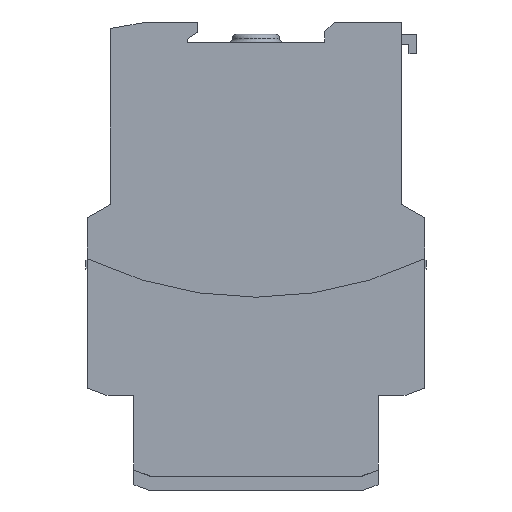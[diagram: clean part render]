
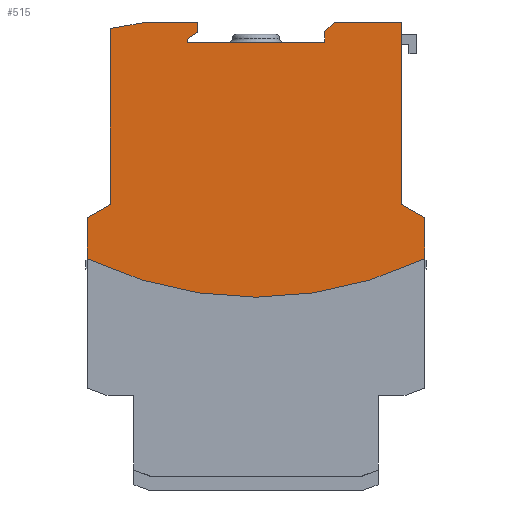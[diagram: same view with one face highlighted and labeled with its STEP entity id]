
A CAD part, front view. The second image highlights one B-rep face of the part: STEP entity #515.
In plain terms, the highlighted planar face has unit normal (0, -1, 0).
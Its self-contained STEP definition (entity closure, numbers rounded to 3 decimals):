
#515=ADVANCED_FACE('',(#1475),#1476,.F.);
#821=EDGE_CURVE('',#1929,#1944,#1947,.T.);
#823=EDGE_CURVE('',#1949,#1944,#1950,.T.);
#825=EDGE_CURVE('',#1952,#1949,#1953,.T.);
#827=EDGE_CURVE('',#1955,#1952,#1956,.T.);
#829=EDGE_CURVE('',#1958,#1955,#1959,.T.);
#831=EDGE_CURVE('',#1961,#1958,#1962,.T.);
#833=EDGE_CURVE('',#1964,#1961,#1965,.T.);
#835=EDGE_CURVE('',#1967,#1964,#1968,.T.);
#837=EDGE_CURVE('',#1970,#1967,#1971,.T.);
#839=EDGE_CURVE('',#1973,#1970,#1974,.T.);
#841=EDGE_CURVE('',#1976,#1973,#1977,.T.);
#843=EDGE_CURVE('',#1979,#1976,#1980,.T.);
#845=EDGE_CURVE('',#1982,#1979,#1983,.T.);
#847=EDGE_CURVE('',#1985,#1982,#1986,.T.);
#849=EDGE_CURVE('',#1988,#1985,#1989,.T.);
#851=EDGE_CURVE('',#1991,#1988,#1992,.T.);
#853=EDGE_CURVE('',#1994,#1991,#1995,.T.);
#855=EDGE_CURVE('',#1929,#1994,#1997,.T.);
#1475=FACE_OUTER_BOUND('',#2784,.T.);
#1476=PLANE('',#2785);
#1929=VERTEX_POINT('',#3284);
#1944=VERTEX_POINT('',#3309);
#1947=LINE('',#3314,#3315);
#1949=VERTEX_POINT('',#3318);
#1950=LINE('',#3319,#3320);
#1952=VERTEX_POINT('',#3323);
#1953=LINE('',#3324,#3325);
#1955=VERTEX_POINT('',#3328);
#1956=LINE('',#3329,#3330);
#1958=VERTEX_POINT('',#3333);
#1959=LINE('',#3334,#3335);
#1961=VERTEX_POINT('',#3338);
#1962=LINE('',#3339,#3340);
#1964=VERTEX_POINT('',#3343);
#1965=LINE('',#3344,#3345);
#1967=VERTEX_POINT('',#3348);
#1968=LINE('',#3349,#3350);
#1970=VERTEX_POINT('',#3353);
#1971=LINE('',#3354,#3355);
#1973=VERTEX_POINT('',#3358);
#1974=LINE('',#3359,#3360);
#1976=VERTEX_POINT('',#3363);
#1977=LINE('',#3364,#3365);
#1979=VERTEX_POINT('',#3368);
#1980=LINE('',#3369,#3370);
#1982=VERTEX_POINT('',#3373);
#1983=LINE('',#3374,#3375);
#1985=VERTEX_POINT('',#3378);
#1986=LINE('',#3379,#3380);
#1988=VERTEX_POINT('',#3383);
#1989=LINE('',#3384,#3385);
#1991=VERTEX_POINT('',#3388);
#1992=LINE('',#3389,#3390);
#1994=VERTEX_POINT('',#3393);
#1995=LINE('',#3394,#3395);
#1997=CIRCLE('',#3398,100.0);
#2784=EDGE_LOOP('',(#4784,#4785,#4786,#4787,#4788,#4789,#4790,#4791,#4792,#4793,#4794,#4795,#4796,#4797,#4798,#4799,#4800,#4801));
#2785=AXIS2_PLACEMENT_3D('',#4802,#4803,#4804);
#3284=CARTESIAN_POINT('',(43.2,-11.2,56.));
#3309=CARTESIAN_POINT('',(43.45,-11.2,56.));
#3314=CARTESIAN_POINT('',(43.2,-11.2,56.));
#3315=VECTOR('',#5939,0.25);
#3318=CARTESIAN_POINT('',(43.45,-11.2,66.665));
#3319=CARTESIAN_POINT('',(43.45,-11.2,66.665));
#3320=VECTOR('',#5940,10.665);
#3323=CARTESIAN_POINT('',(37.5,-11.2,70.1));
#3324=CARTESIAN_POINT('',(37.5,-11.2,70.1));
#3325=VECTOR('',#5941,6.87);
#3328=CARTESIAN_POINT('',(37.5,-11.2,117.1));
#3329=CARTESIAN_POINT('',(37.5,-11.2,117.1));
#3330=VECTOR('',#5942,47.0);
#3333=CARTESIAN_POINT('',(20.2,-11.2,117.1));
#3334=CARTESIAN_POINT('',(20.2,-11.2,117.1));
#3335=VECTOR('',#5943,17.3);
#3338=CARTESIAN_POINT('',(17.7,-11.2,114.6));
#3339=CARTESIAN_POINT('',(17.7,-11.2,114.6));
#3340=VECTOR('',#5944,3.535);
#3343=CARTESIAN_POINT('',(17.7,-11.2,111.9));
#3344=CARTESIAN_POINT('',(17.7,-11.2,111.9));
#3345=VECTOR('',#5945,2.7);
#3348=CARTESIAN_POINT('',(-17.7,-11.2,111.9));
#3349=CARTESIAN_POINT('',(-17.7,-11.2,111.9));
#3350=VECTOR('',#5946,35.4);
#3353=CARTESIAN_POINT('',(-17.7,-11.2,112.7));
#3354=CARTESIAN_POINT('',(-17.7,-11.2,112.7));
#3355=VECTOR('',#5947,0.8);
#3358=CARTESIAN_POINT('',(-15.1,-11.2,114.521));
#3359=CARTESIAN_POINT('',(-15.1,-11.2,114.521));
#3360=VECTOR('',#5948,3.174);
#3363=CARTESIAN_POINT('',(-15.1,-11.2,117.1));
#3364=CARTESIAN_POINT('',(-15.1,-11.2,117.1));
#3365=VECTOR('',#5949,2.579);
#3368=CARTESIAN_POINT('',(-28.0,-11.2,117.1));
#3369=CARTESIAN_POINT('',(-28.0,-11.2,117.1));
#3370=VECTOR('',#5950,12.9);
#3373=CARTESIAN_POINT('',(-37.5,-11.2,115.425));
#3374=CARTESIAN_POINT('',(-37.5,-11.2,115.425));
#3375=VECTOR('',#5951,9.647);
#3378=CARTESIAN_POINT('',(-37.5,-11.2,70.1));
#3379=CARTESIAN_POINT('',(-37.5,-11.2,70.1));
#3380=VECTOR('',#5952,45.325);
#3383=CARTESIAN_POINT('',(-43.45,-11.2,66.665));
#3384=CARTESIAN_POINT('',(-43.45,-11.2,66.665));
#3385=VECTOR('',#5953,6.87);
#3388=CARTESIAN_POINT('',(-43.45,-11.2,56.));
#3389=CARTESIAN_POINT('',(-43.45,-11.2,56.));
#3390=VECTOR('',#5954,10.665);
#3393=CARTESIAN_POINT('',(-43.2,-11.2,56.));
#3394=CARTESIAN_POINT('',(-43.2,-11.2,56.));
#3395=VECTOR('',#5955,0.25);
#3398=AXIS2_PLACEMENT_3D('',#5956,#5957,#5958);
#4784=ORIENTED_EDGE('',*,*,#821,.T.);
#4785=ORIENTED_EDGE('',*,*,#823,.F.);
#4786=ORIENTED_EDGE('',*,*,#825,.F.);
#4787=ORIENTED_EDGE('',*,*,#827,.F.);
#4788=ORIENTED_EDGE('',*,*,#829,.F.);
#4789=ORIENTED_EDGE('',*,*,#831,.F.);
#4790=ORIENTED_EDGE('',*,*,#833,.F.);
#4791=ORIENTED_EDGE('',*,*,#835,.F.);
#4792=ORIENTED_EDGE('',*,*,#837,.F.);
#4793=ORIENTED_EDGE('',*,*,#839,.F.);
#4794=ORIENTED_EDGE('',*,*,#841,.F.);
#4795=ORIENTED_EDGE('',*,*,#843,.F.);
#4796=ORIENTED_EDGE('',*,*,#845,.F.);
#4797=ORIENTED_EDGE('',*,*,#847,.F.);
#4798=ORIENTED_EDGE('',*,*,#849,.F.);
#4799=ORIENTED_EDGE('',*,*,#851,.F.);
#4800=ORIENTED_EDGE('',*,*,#853,.F.);
#4801=ORIENTED_EDGE('',*,*,#855,.F.);
#4802=CARTESIAN_POINT('',(0.0,-11.2,0.0));
#4803=DIRECTION('',(0.0,1.0,0.0));
#4804=DIRECTION('',(1.0,0.0,-0.0));
#5939=DIRECTION('',(1.0,0.0,0.0));
#5940=DIRECTION('',(0.0,0.0,-1.0));
#5941=DIRECTION('',(0.866,0.0,-0.5));
#5942=DIRECTION('',(0.0,0.0,-1.0));
#5943=DIRECTION('',(1.0,0.0,0.0));
#5944=DIRECTION('',(0.707,0.0,0.707));
#5945=DIRECTION('',(0.0,0.0,1.0));
#5946=DIRECTION('',(1.0,0.0,0.0));
#5947=DIRECTION('',(0.0,0.0,-1.0));
#5948=DIRECTION('',(-0.819,0.0,-0.574));
#5949=DIRECTION('',(0.0,0.0,-1.0));
#5950=DIRECTION('',(1.0,0.0,0.0));
#5951=DIRECTION('',(0.985,0.0,0.174));
#5952=DIRECTION('',(0.0,0.0,1.0));
#5953=DIRECTION('',(0.866,0.0,0.5));
#5954=DIRECTION('',(0.0,0.0,1.0));
#5955=DIRECTION('',(-1.0,0.0,0.));
#5956=CARTESIAN_POINT('',(0.0,-11.2,146.188));
#5957=DIRECTION('',(0.0,1.0,0.0));
#5958=DIRECTION('',(0.432,0.0,-0.902));
